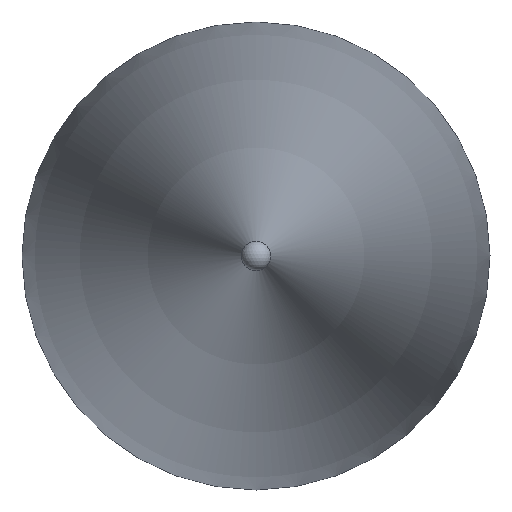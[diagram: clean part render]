
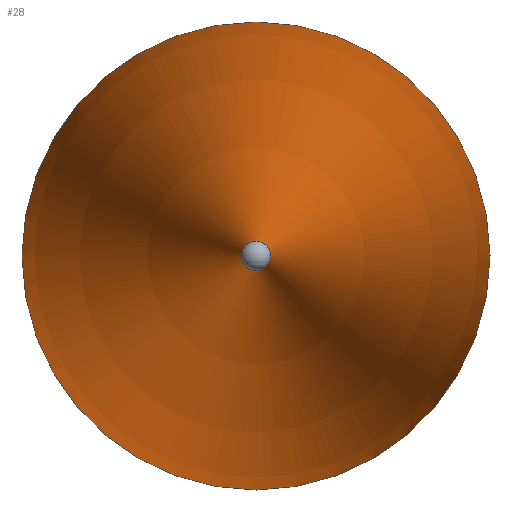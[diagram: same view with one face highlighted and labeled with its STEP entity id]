
A CAD part, left-side view. The second image highlights one B-rep face of the part: STEP entity #28.
In plain terms, the highlighted toroidal (fillet/blend) face has major radius 1261.34 mm and minor radius 1300.73 mm.
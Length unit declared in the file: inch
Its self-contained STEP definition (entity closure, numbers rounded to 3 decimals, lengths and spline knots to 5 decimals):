
#1 = DIRECTION ( 'NONE',  ( 1., 0., 0. ) ) ;
#2 = CARTESIAN_POINT ( 'NONE',  ( 12.50761, 0., 0. ) ) ;
#3 = CARTESIAN_POINT ( 'NONE',  ( 0.39229, 0., 0. ) ) ;
#10 = AXIS2_PLACEMENT_3D ( 'NONE', #3, #72, #32 ) ;
#11 = CIRCLE ( 'NONE', #54, 1.55 ) ;
#12 = FACE_OUTER_BOUND ( 'NONE', #58, .T. ) ;
#13 = FACE_OUTER_BOUND ( 'NONE', #70, .T. ) ;
#14 = CARTESIAN_POINT ( 'NONE',  ( 0.39229, 0., -0.09716 ) ) ;
#16 = AXIS2_PLACEMENT_3D ( 'NONE', #2, #1, #44 ) ;
#22 = ORIENTED_EDGE ( 'NONE', *, *, #30, .T. ) ;
#25 = CARTESIAN_POINT ( 'NONE',  ( 12.81595, 0., -1.55 ) ) ;
#28 = ADVANCED_FACE ( 'NONE', ( #13, #12 ), #98, .T. ) ;
#30 = EDGE_CURVE ( 'NONE', #71, #71, #93, .T. ) ;
#31 = DIRECTION ( 'NONE',  ( 0., 0., -1. ) ) ;
#32 = DIRECTION ( 'NONE',  ( 0., 0., -1. ) ) ;
#44 = DIRECTION ( 'NONE',  ( 0., 0., -1. ) ) ;
#52 = EDGE_CURVE ( 'NONE', #66, #66, #11, .T. ) ;
#54 = AXIS2_PLACEMENT_3D ( 'NONE', #73, #96, #31 ) ;
#58 = EDGE_LOOP ( 'NONE', ( #87 ) ) ;
#66 = VERTEX_POINT ( 'NONE', #25 ) ;
#70 = EDGE_LOOP ( 'NONE', ( #22 ) ) ;
#71 = VERTEX_POINT ( 'NONE', #14 ) ;
#72 = DIRECTION ( 'NONE',  ( 1., 0., 0. ) ) ;
#73 = CARTESIAN_POINT ( 'NONE',  ( 12.81595, 0., 0. ) ) ;
#87 = ORIENTED_EDGE ( 'NONE', *, *, #52, .F. ) ;
#93 = CIRCLE ( 'NONE', #10, 0.09716 ) ;
#96 = DIRECTION ( 'NONE',  ( 1., 0., 0. ) ) ;
#98 = TOROIDAL_SURFACE ( 'NONE', #16, -49.65895, 51.20988 ) ;
